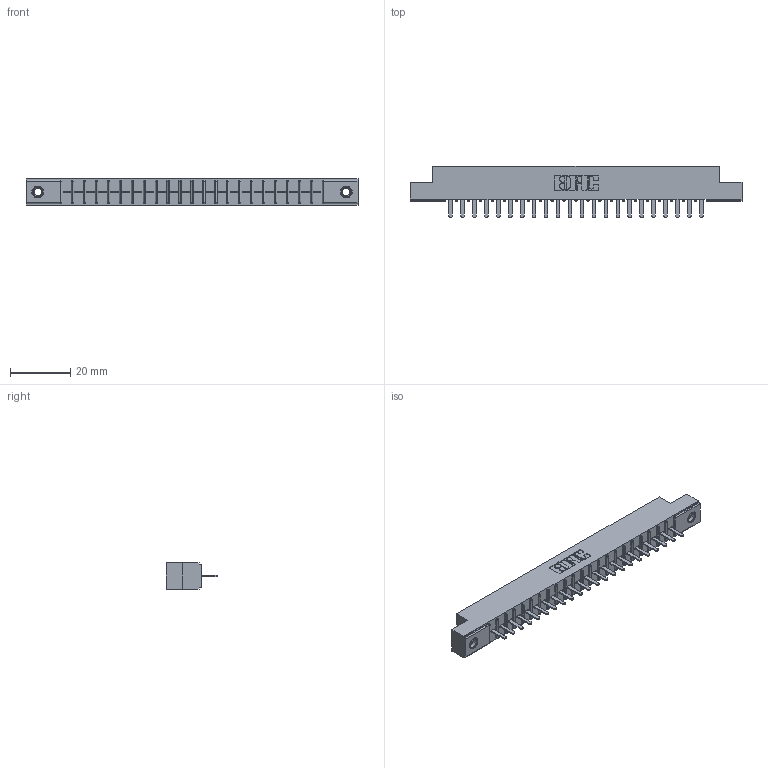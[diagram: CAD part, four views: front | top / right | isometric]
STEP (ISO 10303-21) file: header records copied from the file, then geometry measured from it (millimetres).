
FILE_DESCRIPTION (( 'STEP AP203' ), '1' );
FILE_NAME ('306-022-420-107.STEP', '2020-09-21T21:19:45', ( '' ), ( '' ), 'SwSTEP 2.0', 'SolidWorks 2020', '' );
FILE_SCHEMA (( 'CONFIG_CONTROL_DESIGN' ));
Length unit declared in the file: inch
Products named in the file (4): 306-290-001_120; 345-250-001_345-250-005-103; 306 Part_.156 Dia; 306-022-420-107
Assembly tree (25 placements, depth 2):
  306-022-420-107
    306 Part_.156 Dia
    306-290-001_120  x22
    345-250-001_345-250-005-103  x2
Bounding box: 110.19 x 17.12 x 8.71 mm (x, y, z)
Volume: 7521.5 mm3; surface area: 11171.6 mm2
Topology: 25 solids, 25 shells, 1716 faces, 4786 edges, 3064 vertices
Faces by surface type: plane 1134, cylinder 478, sphere 88, cone 12, torus 4
Entity records: 24248 total; most frequent: CARTESIAN_POINT 4048, ORIENTED_EDGE 4004, DIRECTION 4002, EDGE_CURVE 2002, LINE 1554, VECTOR 1554, VERTEX_POINT 1270, AXIS2_PLACEMENT_3D 1224
